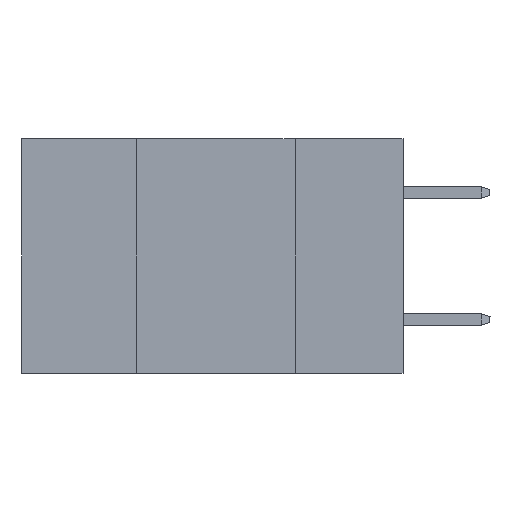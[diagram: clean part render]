
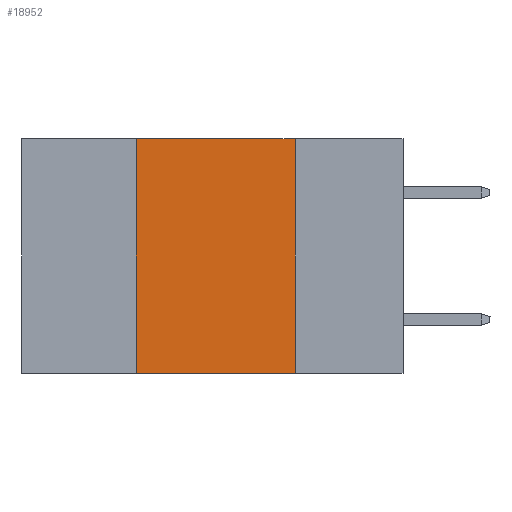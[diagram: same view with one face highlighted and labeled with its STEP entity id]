
A CAD part, left-side view. The second image highlights one B-rep face of the part: STEP entity #18952.
In plain terms, the highlighted planar face has unit normal (-1, 0, 0).
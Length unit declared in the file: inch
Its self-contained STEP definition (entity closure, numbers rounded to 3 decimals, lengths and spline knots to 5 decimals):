
#779 = EDGE_CURVE ( 'NONE', #17650, #24123, #24535, .T. ) ;
#842 = ORIENTED_EDGE ( 'NONE', *, *, #779, .F. ) ;
#2727 = VECTOR ( 'NONE', #11158, 39.37008 ) ;
#3823 = DIRECTION ( 'NONE',  ( 1., 0., 0. ) ) ;
#3881 = CARTESIAN_POINT ( 'NONE',  ( 0., 0.42, 0. ) ) ;
#4962 = EDGE_LOOP ( 'NONE', ( #842, #21598, #18050, #18856 ) ) ;
#5041 = CARTESIAN_POINT ( 'NONE',  ( 0., 0.17, 0. ) ) ;
#5656 = VECTOR ( 'NONE', #7029, 39.37008 ) ;
#5769 = FACE_OUTER_BOUND ( 'NONE', #4962, .T. ) ;
#6296 = VERTEX_POINT ( 'NONE', #3881 ) ;
#7029 = DIRECTION ( 'NONE',  ( 0., -1., 0. ) ) ;
#8603 = EDGE_CURVE ( 'NONE', #19266, #24123, #18957, .T. ) ;
#8790 = LINE ( 'NONE', #22790, #13430 ) ;
#9017 = EDGE_CURVE ( 'NONE', #6296, #17650, #8790, .T. ) ;
#10015 = CARTESIAN_POINT ( 'NONE',  ( 0., 0.42, -0.37 ) ) ;
#10409 = DIRECTION ( 'NONE',  ( 0., 0., 1. ) ) ;
#11158 = DIRECTION ( 'NONE',  ( 0., 0., -1. ) ) ;
#12901 = CARTESIAN_POINT ( 'NONE',  ( 0., 0.6, -0.37 ) ) ;
#13430 = VECTOR ( 'NONE', #22921, 39.37008 ) ;
#13558 = PLANE ( 'NONE',  #25172 ) ;
#16878 = CARTESIAN_POINT ( 'NONE',  ( 0., 0.17, 0. ) ) ;
#17650 = VERTEX_POINT ( 'NONE', #16878 ) ;
#18050 = ORIENTED_EDGE ( 'NONE', *, *, #22322, .F. ) ;
#18856 = ORIENTED_EDGE ( 'NONE', *, *, #8603, .T. ) ;
#18952 = ADVANCED_FACE ( 'NONE', ( #5769 ), #13558, .F. ) ;
#18957 = LINE ( 'NONE', #12901, #5656 ) ;
#19266 = VERTEX_POINT ( 'NONE', #10015 ) ;
#19917 = LINE ( 'NONE', #20048, #21918 ) ;
#20048 = CARTESIAN_POINT ( 'NONE',  ( 0., 0.42, 0. ) ) ;
#21404 = CARTESIAN_POINT ( 'NONE',  ( 0., 0.6, 0. ) ) ;
#21525 = DIRECTION ( 'NONE',  ( 0., 0., -1. ) ) ;
#21598 = ORIENTED_EDGE ( 'NONE', *, *, #9017, .F. ) ;
#21918 = VECTOR ( 'NONE', #10409, 39.37008 ) ;
#22046 = CARTESIAN_POINT ( 'NONE',  ( 0., 0.17, -0.37 ) ) ;
#22322 = EDGE_CURVE ( 'NONE', #19266, #6296, #19917, .T. ) ;
#22790 = CARTESIAN_POINT ( 'NONE',  ( 0., 0.6, 0. ) ) ;
#22921 = DIRECTION ( 'NONE',  ( 0., -1., 0. ) ) ;
#24123 = VERTEX_POINT ( 'NONE', #22046 ) ;
#24535 = LINE ( 'NONE', #5041, #2727 ) ;
#25172 = AXIS2_PLACEMENT_3D ( 'NONE', #21404, #3823, #21525 ) ;
